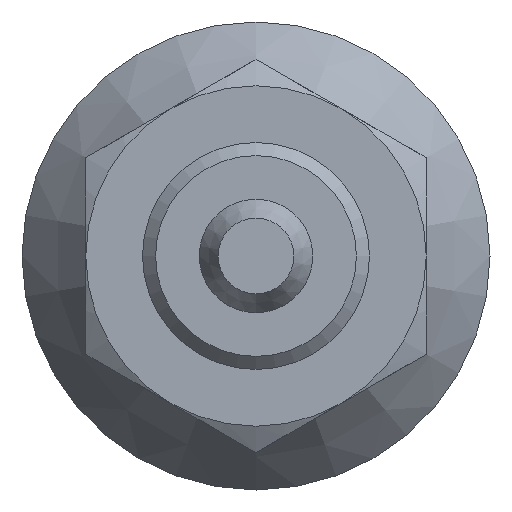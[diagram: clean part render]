
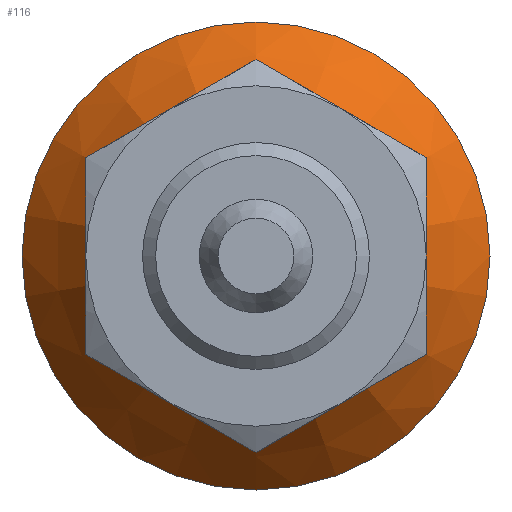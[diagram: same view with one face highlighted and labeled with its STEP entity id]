
A CAD part, front view. The second image highlights one B-rep face of the part: STEP entity #116.
In plain terms, the highlighted conical face has half-angle 37 degrees and reference radius 16.5 mm.
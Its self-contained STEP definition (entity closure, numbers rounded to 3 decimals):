
#116 = ADVANCED_FACE( '', ( #259, #260 ), #261, .T. );
#259 = FACE_BOUND( '', #427, .T. );
#260 = FACE_OUTER_BOUND( '', #428, .T. );
#261 = CONICAL_SURFACE( '', #429, 16.5, 0.646 );
#427 = EDGE_LOOP( '', ( #689 ) );
#428 = EDGE_LOOP( '', ( #690 ) );
#429 = AXIS2_PLACEMENT_3D( '', #691, #692, #693 );
#689 = ORIENTED_EDGE( '', *, *, #969, .F. );
#690 = ORIENTED_EDGE( '', *, *, #970, .T. );
#691 = CARTESIAN_POINT( '', ( 0., 21.7, 0. ) );
#692 = DIRECTION( '', ( 0., 1., 0. ) );
#693 = DIRECTION( '', ( 0., 0., 1. ) );
#969 = EDGE_CURVE( '', #1154, #1154, #1155, .T. );
#970 = EDGE_CURVE( '', #1156, #1156, #1157, .T. );
#1154 = VERTEX_POINT( '', #1525 );
#1155 = CIRCLE( '', #1526, 9.5 );
#1156 = VERTEX_POINT( '', #1527 );
#1157 = CIRCLE( '', #1528, 16.5 );
#1525 = CARTESIAN_POINT( '', ( 0., 12.411, -9.5 ) );
#1526 = AXIS2_PLACEMENT_3D( '', #1712, #1713, #1714 );
#1527 = CARTESIAN_POINT( '', ( 0., 21.7, -16.5 ) );
#1528 = AXIS2_PLACEMENT_3D( '', #1715, #1716, #1717 );
#1712 = CARTESIAN_POINT( '', ( 0., 12.411, 0. ) );
#1713 = DIRECTION( '', ( 0., -1., 0. ) );
#1714 = DIRECTION( '', ( 0., 0., -1. ) );
#1715 = CARTESIAN_POINT( '', ( 0., 21.7, 0. ) );
#1716 = DIRECTION( '', ( 0., -1., 0. ) );
#1717 = DIRECTION( '', ( 0., 0., -1. ) );
